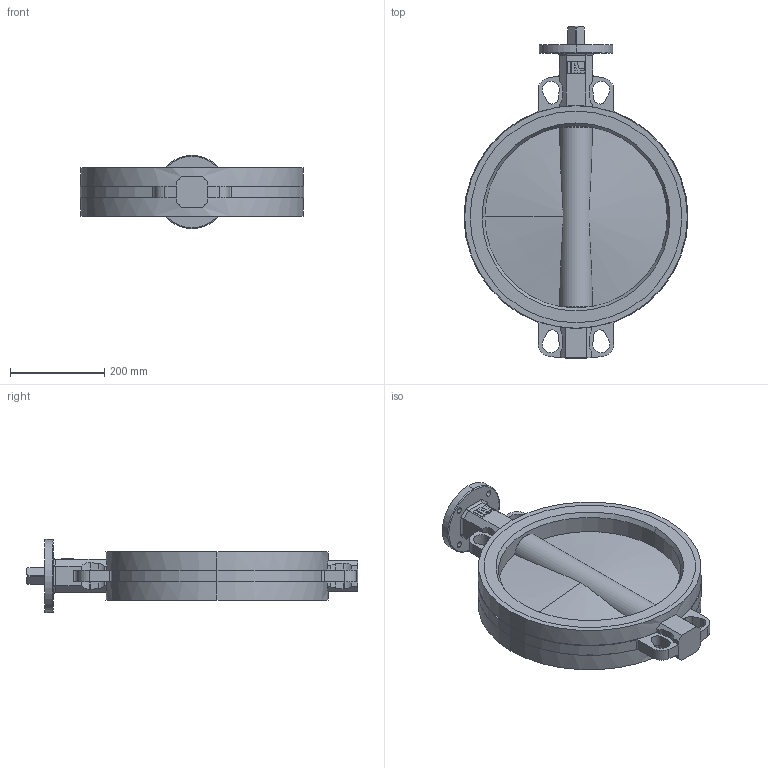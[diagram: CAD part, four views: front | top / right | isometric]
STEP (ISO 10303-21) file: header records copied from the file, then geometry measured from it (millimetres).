
FILE_DESCRIPTION (( 'STEP AP214' ), '1' );
FILE_NAME ('D10400.step', '2013-07-30T15:02:30', ( 'mbuehlmann' ), ( '' ), 'SwSTEP 2.0', 'SolidWorks 2012', '' );
FILE_SCHEMA (( 'AUTOMOTIVE_DESIGN' ));
Length unit declared in the file: millimetre
Products named in the file (6): ia-Logo26; ia-scheibe250_ia-scheibe400; ia-Dichtungbasic_Dichtung400; ia-4kt_ia-4kt400; BO.D10400; D10400
Assembly tree (5 placements, depth 2):
  D10400
    BO.D10400
    ia-4kt_ia-4kt400
    ia-Dichtungbasic_Dichtung400
    ia-scheibe250_ia-scheibe400
    ia-Logo26
Bounding box: 475 x 704 x 155 mm (x, y, z)
Volume: 9972098.4 mm3; surface area: 1102587.2 mm2
Topology: 5 solids, 5 shells, 214 faces, 582 edges, 378 vertices
Faces by surface type: plane 93, cylinder 88, cone 19, torus 12, sphere 2
Entity records: 7278 total; most frequent: CARTESIAN_POINT 1608, ORIENTED_EDGE 1158, DIRECTION 1144, EDGE_CURVE 579, AXIS2_PLACEMENT_3D 413, VERTEX_POINT 377, LINE 318, VECTOR 318
